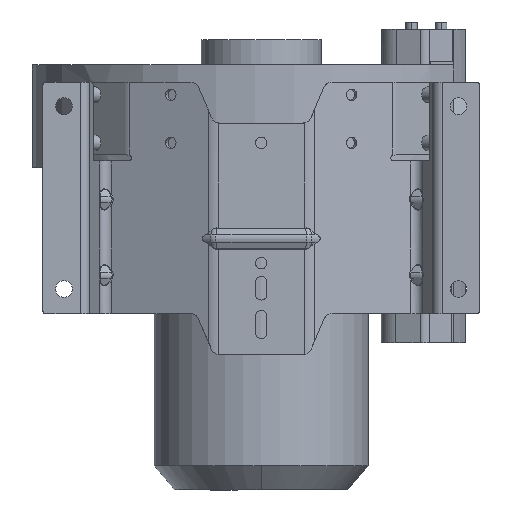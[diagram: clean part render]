
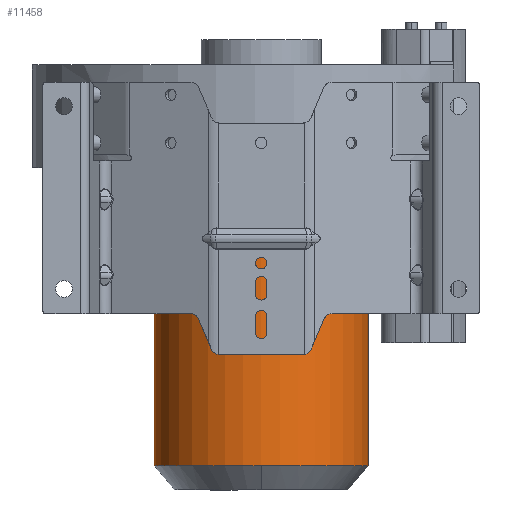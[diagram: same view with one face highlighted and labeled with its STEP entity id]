
A CAD part, front view. The second image highlights one B-rep face of the part: STEP entity #11458.
In plain terms, the highlighted cylindrical face has radius 89 mm (diameter 178 mm), a partial arc.
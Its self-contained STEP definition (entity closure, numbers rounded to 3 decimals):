
#194 = EDGE_CURVE ( 'NONE', #22185, #10239, #8945, .T. ) ;
#442 = CARTESIAN_POINT ( 'NONE',  ( -89., 0., -40.8 ) ) ;
#597 = VECTOR ( 'NONE', #3318, 1000. ) ;
#1884 = CYLINDRICAL_SURFACE ( 'NONE', #15554, 89. ) ;
#2125 = DIRECTION ( 'NONE',  ( 0., 0., -1. ) ) ;
#2722 = DIRECTION ( 'NONE',  ( 0., 0., -1. ) ) ;
#3318 = DIRECTION ( 'NONE',  ( 0., 0., -1. ) ) ;
#3792 = EDGE_LOOP ( 'NONE', ( #23550, #12106, #9497, #14358, #13325 ) ) ;
#3851 = CARTESIAN_POINT ( 'NONE',  ( 89., 0., -288.499 ) ) ;
#4764 = AXIS2_PLACEMENT_3D ( 'NONE', #14356, #5390, #16273 ) ;
#5285 = EDGE_CURVE ( 'NONE', #22185, #10002, #20060, .T. ) ;
#5390 = DIRECTION ( 'NONE',  ( 0., 0., -1. ) ) ;
#5473 = DIRECTION ( 'NONE',  ( -1., 0., 0. ) ) ;
#7064 = VERTEX_POINT ( 'NONE', #9806 ) ;
#7081 = CARTESIAN_POINT ( 'NONE',  ( 0., 0., -288.499 ) ) ;
#8945 = CIRCLE ( 'NONE', #12748, 89. ) ;
#9177 = FACE_OUTER_BOUND ( 'NONE', #3792, .T. ) ;
#9497 = ORIENTED_EDGE ( 'NONE', *, *, #13333, .T. ) ;
#9806 = CARTESIAN_POINT ( 'NONE',  ( -89., 0., -288.499 ) ) ;
#10002 = VERTEX_POINT ( 'NONE', #3851 ) ;
#10239 = VERTEX_POINT ( 'NONE', #15782 ) ;
#10979 = CIRCLE ( 'NONE', #16317, 89. ) ;
#11458 = ADVANCED_FACE ( 'NONE', ( #9177 ), #1884, .T. ) ;
#12106 = ORIENTED_EDGE ( 'NONE', *, *, #194, .T. ) ;
#12111 = EDGE_CURVE ( 'NONE', #10002, #15503, #10979, .T. ) ;
#12132 = VECTOR ( 'NONE', #2125, 1000. ) ;
#12748 = AXIS2_PLACEMENT_3D ( 'NONE', #15389, #2722, #15624 ) ;
#13241 = CARTESIAN_POINT ( 'NONE',  ( 89., 0., -40.8 ) ) ;
#13325 = ORIENTED_EDGE ( 'NONE', *, *, #12111, .F. ) ;
#13333 = EDGE_CURVE ( 'NONE', #10239, #7064, #18621, .T. ) ;
#14356 = CARTESIAN_POINT ( 'NONE',  ( 0., 0., -288.499 ) ) ;
#14358 = ORIENTED_EDGE ( 'NONE', *, *, #23256, .F. ) ;
#14555 = DIRECTION ( 'NONE',  ( 0., 0., -1. ) ) ;
#15075 = CIRCLE ( 'NONE', #4764, 89. ) ;
#15389 = CARTESIAN_POINT ( 'NONE',  ( 0., 0., -40.8 ) ) ;
#15503 = VERTEX_POINT ( 'NONE', #19915 ) ;
#15554 = AXIS2_PLACEMENT_3D ( 'NONE', #16350, #14555, #5473 ) ;
#15624 = DIRECTION ( 'NONE',  ( 1., 0., 0. ) ) ;
#15782 = CARTESIAN_POINT ( 'NONE',  ( -89., 0., -40.8 ) ) ;
#16273 = DIRECTION ( 'NONE',  ( 1., 0., 0. ) ) ;
#16317 = AXIS2_PLACEMENT_3D ( 'NONE', #7081, #22157, #19874 ) ;
#16350 = CARTESIAN_POINT ( 'NONE',  ( 0., 0., -40.8 ) ) ;
#18621 = LINE ( 'NONE', #442, #12132 ) ;
#19874 = DIRECTION ( 'NONE',  ( 1., 0., 0. ) ) ;
#19915 = CARTESIAN_POINT ( 'NONE',  ( 0., -89., -288.499 ) ) ;
#20060 = LINE ( 'NONE', #21619, #597 ) ;
#21619 = CARTESIAN_POINT ( 'NONE',  ( 89., 0., -40.8 ) ) ;
#22157 = DIRECTION ( 'NONE',  ( 0., 0., -1. ) ) ;
#22185 = VERTEX_POINT ( 'NONE', #13241 ) ;
#23256 = EDGE_CURVE ( 'NONE', #15503, #7064, #15075, .T. ) ;
#23550 = ORIENTED_EDGE ( 'NONE', *, *, #5285, .F. ) ;
